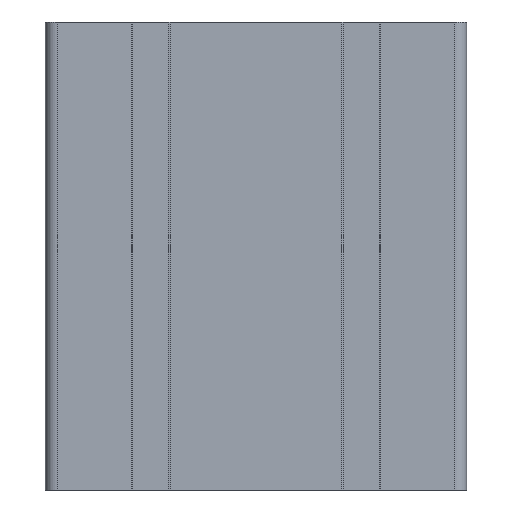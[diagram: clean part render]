
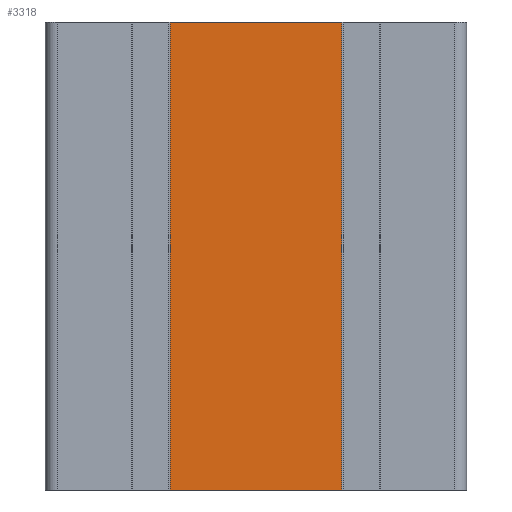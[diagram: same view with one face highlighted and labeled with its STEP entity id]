
A CAD part, left-side view. The second image highlights one B-rep face of the part: STEP entity #3318.
In plain terms, the highlighted planar face has unit normal (-1, 0, 0).
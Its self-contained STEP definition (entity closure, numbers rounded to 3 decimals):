
#38=PLANE('',#3666);
#144=FACE_OUTER_BOUND('',#334,.T.);
#334=EDGE_LOOP('',(#2603,#2604,#2605,#2606));
#512=LINE('',#4938,#866);
#649=LINE('',#5368,#1003);
#697=LINE('',#5555,#1051);
#698=LINE('',#5557,#1052);
#866=VECTOR('',#3916,1000.);
#1003=VECTOR('',#4219,1000.);
#1051=VECTOR('',#4377,1000.);
#1052=VECTOR('',#4380,1000.);
#1397=VERTEX_POINT('',#4935);
#1398=VERTEX_POINT('',#4937);
#1607=VERTEX_POINT('',#5365);
#1608=VERTEX_POINT('',#5367);
#1739=EDGE_CURVE('',#1397,#1398,#512,.T.);
#1958=EDGE_CURVE('',#1608,#1607,#649,.T.);
#2057=EDGE_CURVE('',#1397,#1608,#697,.T.);
#2058=EDGE_CURVE('',#1398,#1607,#698,.T.);
#2603=ORIENTED_EDGE('',*,*,#1958,.T.);
#2604=ORIENTED_EDGE('',*,*,#2058,.F.);
#2605=ORIENTED_EDGE('',*,*,#1739,.F.);
#2606=ORIENTED_EDGE('',*,*,#2057,.T.);
#3318=ADVANCED_FACE('',(#144),#38,.F.);
#3666=AXIS2_PLACEMENT_3D('',#5556,#4378,#4379);
#3916=DIRECTION('',(0.,-1.,0.));
#4219=DIRECTION('',(0.,-1.,0.));
#4377=DIRECTION('',(0.,0.,-1.));
#4378=DIRECTION('center_axis',(1.,0.,0.));
#4379=DIRECTION('ref_axis',(0.,0.,-1.));
#4380=DIRECTION('',(0.,0.,-1.));
#4935=CARTESIAN_POINT('',(769.134,570.822,10.));
#4937=CARTESIAN_POINT('',(769.134,534.117,10.));
#4938=CARTESIAN_POINT('',(769.134,570.822,10.));
#5365=CARTESIAN_POINT('',(769.134,534.117,-90.));
#5367=CARTESIAN_POINT('',(769.134,570.822,-90.));
#5368=CARTESIAN_POINT('',(769.134,570.822,-90.));
#5555=CARTESIAN_POINT('',(769.134,570.822,100.));
#5556=CARTESIAN_POINT('Origin',(769.134,570.822,100.));
#5557=CARTESIAN_POINT('',(769.134,534.117,100.));
